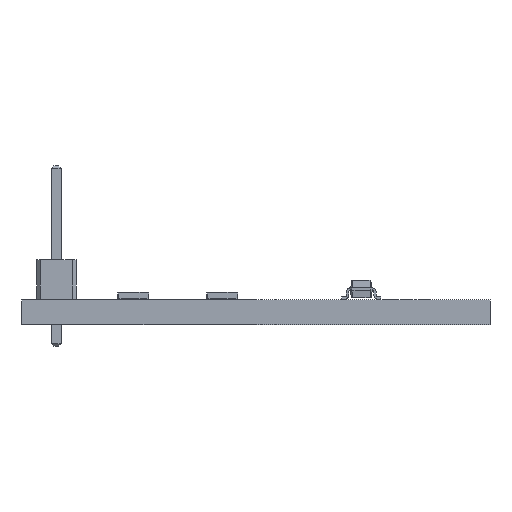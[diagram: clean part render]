
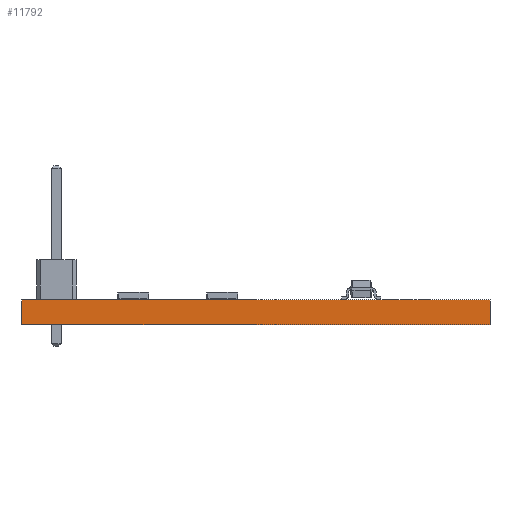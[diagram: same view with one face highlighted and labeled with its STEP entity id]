
A CAD part, front view. The second image highlights one B-rep face of the part: STEP entity #11792.
In plain terms, the highlighted planar face has unit normal (0, -1, 0).
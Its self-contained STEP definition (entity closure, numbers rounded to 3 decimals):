
#11611 = PLANE('',#11612);
#11612 = AXIS2_PLACEMENT_3D('',#11613,#11614,#11615);
#11613 = CARTESIAN_POINT('',(144.97,-64.86,0.));
#11614 = DIRECTION('',(1.,0.,0.));
#11615 = DIRECTION('',(0.,-1.,0.));
#11636 = VERTEX_POINT('',#11637);
#11637 = CARTESIAN_POINT('',(144.97,-103.46,1.6));
#11651 = PLANE('',#11652);
#11652 = AXIS2_PLACEMENT_3D('',#11653,#11654,#11655);
#11653 = CARTESIAN_POINT('',(159.97,-84.16,1.6));
#11654 = DIRECTION('',(0.,0.,1.));
#11655 = DIRECTION('',(1.,0.,0.));
#11663 = EDGE_CURVE('',#11664,#11636,#11666,.T.);
#11664 = VERTEX_POINT('',#11665);
#11665 = CARTESIAN_POINT('',(144.97,-103.46,0.));
#11666 = SURFACE_CURVE('',#11667,(#11671,#11678),.PCURVE_S1.);
#11667 = LINE('',#11668,#11669);
#11668 = CARTESIAN_POINT('',(144.97,-103.46,0.));
#11669 = VECTOR('',#11670,1.);
#11670 = DIRECTION('',(0.,0.,1.));
#11671 = PCURVE('',#11611,#11672);
#11672 = DEFINITIONAL_REPRESENTATION('',(#11673),#11677);
#11673 = LINE('',#11674,#11675);
#11674 = CARTESIAN_POINT('',(38.6,0.));
#11675 = VECTOR('',#11676,1.);
#11676 = DIRECTION('',(0.,-1.));
#11677 = ( GEOMETRIC_REPRESENTATION_CONTEXT(2) 
PARAMETRIC_REPRESENTATION_CONTEXT() REPRESENTATION_CONTEXT('2D SPACE',''
  ) );
#11678 = PCURVE('',#11679,#11684);
#11679 = PLANE('',#11680);
#11680 = AXIS2_PLACEMENT_3D('',#11681,#11682,#11683);
#11681 = CARTESIAN_POINT('',(144.97,-103.46,0.));
#11682 = DIRECTION('',(0.,1.,0.));
#11683 = DIRECTION('',(1.,0.,0.));
#11684 = DEFINITIONAL_REPRESENTATION('',(#11685),#11689);
#11685 = LINE('',#11686,#11687);
#11686 = CARTESIAN_POINT('',(0.,0.));
#11687 = VECTOR('',#11688,1.);
#11688 = DIRECTION('',(0.,-1.));
#11689 = ( GEOMETRIC_REPRESENTATION_CONTEXT(2) 
PARAMETRIC_REPRESENTATION_CONTEXT() REPRESENTATION_CONTEXT('2D SPACE',''
  ) );
#11705 = PLANE('',#11706);
#11706 = AXIS2_PLACEMENT_3D('',#11707,#11708,#11709);
#11707 = CARTESIAN_POINT('',(159.97,-84.16,0.));
#11708 = DIRECTION('',(0.,0.,1.));
#11709 = DIRECTION('',(1.,0.,0.));
#11738 = PLANE('',#11739);
#11739 = AXIS2_PLACEMENT_3D('',#11740,#11741,#11742);
#11740 = CARTESIAN_POINT('',(174.97,-103.46,0.));
#11741 = DIRECTION('',(-1.,0.,0.));
#11742 = DIRECTION('',(0.,1.,0.));
#11792 = ADVANCED_FACE('',(#11793),#11679,.F.);
#11793 = FACE_BOUND('',#11794,.F.);
#11794 = EDGE_LOOP('',(#11795,#11796,#11819,#11842));
#11795 = ORIENTED_EDGE('',*,*,#11663,.T.);
#11796 = ORIENTED_EDGE('',*,*,#11797,.T.);
#11797 = EDGE_CURVE('',#11636,#11798,#11800,.T.);
#11798 = VERTEX_POINT('',#11799);
#11799 = CARTESIAN_POINT('',(174.97,-103.46,1.6));
#11800 = SURFACE_CURVE('',#11801,(#11805,#11812),.PCURVE_S1.);
#11801 = LINE('',#11802,#11803);
#11802 = CARTESIAN_POINT('',(144.97,-103.46,1.6));
#11803 = VECTOR('',#11804,1.);
#11804 = DIRECTION('',(1.,0.,0.));
#11805 = PCURVE('',#11679,#11806);
#11806 = DEFINITIONAL_REPRESENTATION('',(#11807),#11811);
#11807 = LINE('',#11808,#11809);
#11808 = CARTESIAN_POINT('',(0.,-1.6));
#11809 = VECTOR('',#11810,1.);
#11810 = DIRECTION('',(1.,0.));
#11811 = ( GEOMETRIC_REPRESENTATION_CONTEXT(2) 
PARAMETRIC_REPRESENTATION_CONTEXT() REPRESENTATION_CONTEXT('2D SPACE',''
  ) );
#11812 = PCURVE('',#11651,#11813);
#11813 = DEFINITIONAL_REPRESENTATION('',(#11814),#11818);
#11814 = LINE('',#11815,#11816);
#11815 = CARTESIAN_POINT('',(-15.,-19.3));
#11816 = VECTOR('',#11817,1.);
#11817 = DIRECTION('',(1.,0.));
#11818 = ( GEOMETRIC_REPRESENTATION_CONTEXT(2) 
PARAMETRIC_REPRESENTATION_CONTEXT() REPRESENTATION_CONTEXT('2D SPACE',''
  ) );
#11819 = ORIENTED_EDGE('',*,*,#11820,.F.);
#11820 = EDGE_CURVE('',#11821,#11798,#11823,.T.);
#11821 = VERTEX_POINT('',#11822);
#11822 = CARTESIAN_POINT('',(174.97,-103.46,0.));
#11823 = SURFACE_CURVE('',#11824,(#11828,#11835),.PCURVE_S1.);
#11824 = LINE('',#11825,#11826);
#11825 = CARTESIAN_POINT('',(174.97,-103.46,0.));
#11826 = VECTOR('',#11827,1.);
#11827 = DIRECTION('',(0.,0.,1.));
#11828 = PCURVE('',#11679,#11829);
#11829 = DEFINITIONAL_REPRESENTATION('',(#11830),#11834);
#11830 = LINE('',#11831,#11832);
#11831 = CARTESIAN_POINT('',(30.,0.));
#11832 = VECTOR('',#11833,1.);
#11833 = DIRECTION('',(0.,-1.));
#11834 = ( GEOMETRIC_REPRESENTATION_CONTEXT(2) 
PARAMETRIC_REPRESENTATION_CONTEXT() REPRESENTATION_CONTEXT('2D SPACE',''
  ) );
#11835 = PCURVE('',#11738,#11836);
#11836 = DEFINITIONAL_REPRESENTATION('',(#11837),#11841);
#11837 = LINE('',#11838,#11839);
#11838 = CARTESIAN_POINT('',(0.,0.));
#11839 = VECTOR('',#11840,1.);
#11840 = DIRECTION('',(0.,-1.));
#11841 = ( GEOMETRIC_REPRESENTATION_CONTEXT(2) 
PARAMETRIC_REPRESENTATION_CONTEXT() REPRESENTATION_CONTEXT('2D SPACE',''
  ) );
#11842 = ORIENTED_EDGE('',*,*,#11843,.F.);
#11843 = EDGE_CURVE('',#11664,#11821,#11844,.T.);
#11844 = SURFACE_CURVE('',#11845,(#11849,#11856),.PCURVE_S1.);
#11845 = LINE('',#11846,#11847);
#11846 = CARTESIAN_POINT('',(144.97,-103.46,0.));
#11847 = VECTOR('',#11848,1.);
#11848 = DIRECTION('',(1.,0.,0.));
#11849 = PCURVE('',#11679,#11850);
#11850 = DEFINITIONAL_REPRESENTATION('',(#11851),#11855);
#11851 = LINE('',#11852,#11853);
#11852 = CARTESIAN_POINT('',(0.,0.));
#11853 = VECTOR('',#11854,1.);
#11854 = DIRECTION('',(1.,0.));
#11855 = ( GEOMETRIC_REPRESENTATION_CONTEXT(2) 
PARAMETRIC_REPRESENTATION_CONTEXT() REPRESENTATION_CONTEXT('2D SPACE',''
  ) );
#11856 = PCURVE('',#11705,#11857);
#11857 = DEFINITIONAL_REPRESENTATION('',(#11858),#11862);
#11858 = LINE('',#11859,#11860);
#11859 = CARTESIAN_POINT('',(-15.,-19.3));
#11860 = VECTOR('',#11861,1.);
#11861 = DIRECTION('',(1.,0.));
#11862 = ( GEOMETRIC_REPRESENTATION_CONTEXT(2) 
PARAMETRIC_REPRESENTATION_CONTEXT() REPRESENTATION_CONTEXT('2D SPACE',''
  ) );
